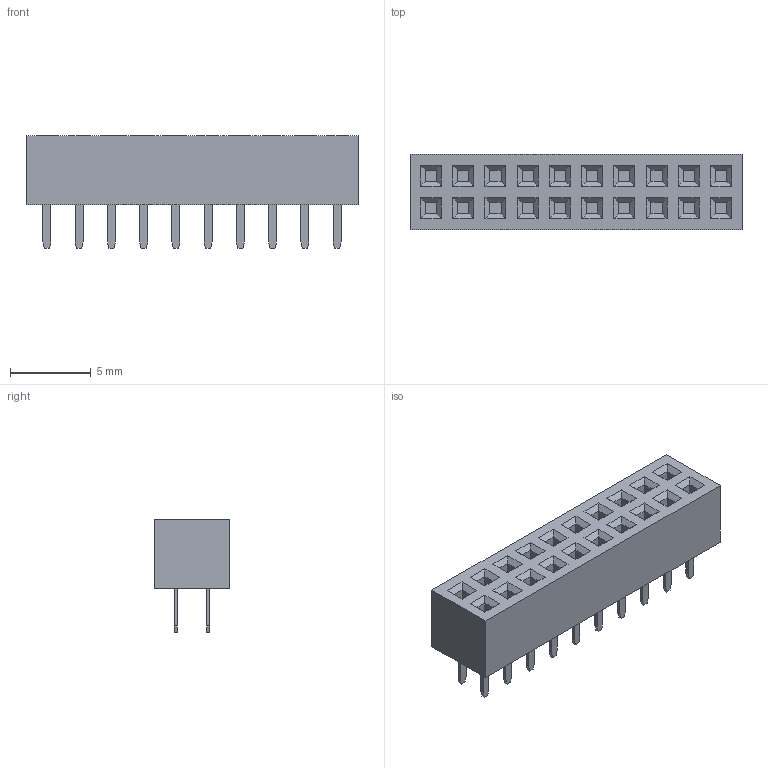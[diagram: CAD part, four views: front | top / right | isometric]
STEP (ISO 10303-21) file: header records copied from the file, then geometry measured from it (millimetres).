
FILE_DESCRIPTION (( 'STEP AP214' ), '1' );
FILE_NAME ('PBD2-20.STEP', '2023-04-18T06:39:04', ( '' ), ( '' ), 'SwSTEP 2.0', 'SolidWorks 2019', '' );
FILE_SCHEMA (( 'AUTOMOTIVE_DESIGN' ));
Length unit declared in the file: millimetre
Products named in the file (1): PBD2-20
Bounding box: 20.6 x 4.7 x 7 mm (x, y, z)
Volume: 388.9 mm3; surface area: 649.7 mm2
Topology: 21 solids, 21 shells, 346 faces, 772 edges, 488 vertices
Faces by surface type: plane 346
Entity records: 11162 total; most frequent: CARTESIAN_POINT 1607, ORIENTED_EDGE 1544, DIRECTION 1466, LINE 772, EDGE_CURVE 772, VECTOR 772, VERTEX_POINT 488, EDGE_LOOP 366
